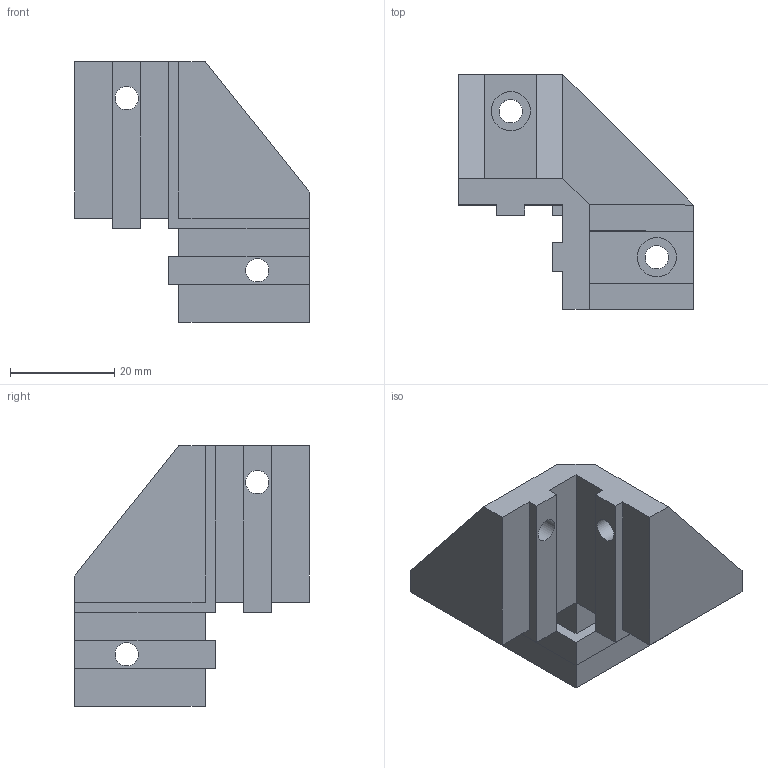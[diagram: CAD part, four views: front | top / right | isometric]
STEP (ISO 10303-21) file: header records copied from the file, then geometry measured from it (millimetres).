
FILE_DESCRIPTION( ( '' ), ' ' );
FILE_NAME( '5759248ce4b06a2590ed1380.step', '2016-06-09T08:10:52', ( '' ), ( '' ), ' ', ' ', ' ' );
FILE_SCHEMA( ( 'AUTOMOTIVE_DESIGN { 1 0 10303 214 1 1 1 1 }' ) );
Length unit declared in the file: metre
Products named in the file (1): 2020-Inner-Corner
Bounding box: 45 x 45 x 50 mm (x, y, z)
Volume: 21667.2 mm3; surface area: 10811.8 mm2
Topology: 1 solids, 1 shells, 70 faces, 169 edges, 107 vertices
Faces by surface type: plane 58, cylinder 12
Full cylindrical faces by diameter (mm): 4.5 x6, 7.5 x6
Entity records: 2487 total; most frequent: CARTESIAN_POINT 323, DIRECTION 317, ORIENTED_EDGE 302, EDGE_CURVE 151, LINE 127, VECTOR 127, VERTEX_POINT 101, EDGE_LOOP 100
